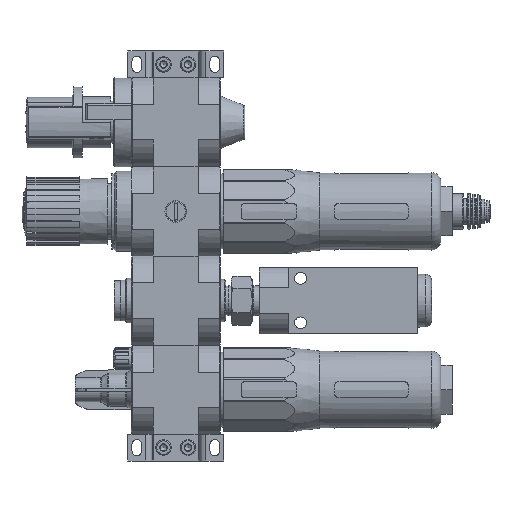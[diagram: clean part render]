
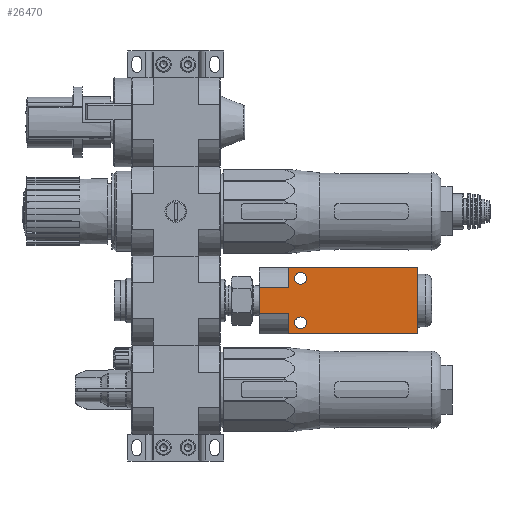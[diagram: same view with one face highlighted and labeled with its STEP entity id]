
A CAD part, left-side view. The second image highlights one B-rep face of the part: STEP entity #26470.
In plain terms, the highlighted planar face has unit normal (-1, 0, 0).
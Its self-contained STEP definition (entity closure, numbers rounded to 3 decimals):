
#2411=CIRCLE('',#37845,2.65);
#2412=CIRCLE('',#37846,2.65);
#7604=ORIENTED_EDGE('',*,*,#12851,.T.);
#7605=ORIENTED_EDGE('',*,*,#12852,.T.);
#7606=ORIENTED_EDGE('',*,*,#12853,.T.);
#7607=ORIENTED_EDGE('',*,*,#12854,.T.);
#7608=ORIENTED_EDGE('',*,*,#12855,.F.);
#7609=ORIENTED_EDGE('',*,*,#12592,.F.);
#7610=ORIENTED_EDGE('',*,*,#12856,.T.);
#7611=ORIENTED_EDGE('',*,*,#12857,.T.);
#7612=ORIENTED_EDGE('',*,*,#12858,.F.);
#7613=ORIENTED_EDGE('',*,*,#12849,.T.);
#12592=EDGE_CURVE('',#15687,#15681,#17750,.T.);
#12849=EDGE_CURVE('',#15898,#15897,#17976,.T.);
#12851=EDGE_CURVE('',#15899,#15899,#2411,.T.);
#12852=EDGE_CURVE('',#15900,#15900,#2412,.T.);
#12853=EDGE_CURVE('',#15897,#15901,#17978,.T.);
#12854=EDGE_CURVE('',#15901,#15902,#17979,.T.);
#12855=EDGE_CURVE('',#15681,#15902,#17980,.T.);
#12856=EDGE_CURVE('',#15687,#15903,#17981,.T.);
#12857=EDGE_CURVE('',#15903,#15904,#17982,.T.);
#12858=EDGE_CURVE('',#15898,#15904,#17983,.T.);
#15681=VERTEX_POINT('',#52475);
#15687=VERTEX_POINT('',#52487);
#15897=VERTEX_POINT('',#53021);
#15898=VERTEX_POINT('',#53023);
#15899=VERTEX_POINT('',#53027);
#15900=VERTEX_POINT('',#53029);
#15901=VERTEX_POINT('',#53031);
#15902=VERTEX_POINT('',#53033);
#15903=VERTEX_POINT('',#53036);
#15904=VERTEX_POINT('',#53038);
#17750=LINE('',#52488,#19619);
#17976=LINE('',#53022,#19845);
#17978=LINE('',#53030,#19847);
#17979=LINE('',#53032,#19848);
#17980=LINE('',#53034,#19849);
#17981=LINE('',#53035,#19850);
#17982=LINE('',#53037,#19851);
#17983=LINE('',#53039,#19852);
#19619=VECTOR('',#43766,1000.);
#19845=VECTOR('',#44156,1000.);
#19847=VECTOR('',#44164,1000.);
#19848=VECTOR('',#44165,1000.);
#19849=VECTOR('',#44166,1000.);
#19850=VECTOR('',#44167,1000.);
#19851=VECTOR('',#44168,1000.);
#19852=VECTOR('',#44169,1000.);
#21863=EDGE_LOOP('',(#7604));
#21864=EDGE_LOOP('',(#7605));
#21865=EDGE_LOOP('',(#7606,#7607,#7608,#7609,#7610,#7611,#7612,#7613));
#23923=FACE_BOUND('',#21863,.T.);
#23924=FACE_BOUND('',#21864,.T.);
#23925=FACE_BOUND('',#21865,.T.);
#25114=PLANE('',#37844);
#26470=ADVANCED_FACE('',(#23923,#23924,#23925),#25114,.F.);
#37844=AXIS2_PLACEMENT_3D('',#53025,#44158,#44159);
#37845=AXIS2_PLACEMENT_3D('',#53026,#44160,#44161);
#37846=AXIS2_PLACEMENT_3D('',#53028,#44162,#44163);
#43766=DIRECTION('',(0.,0.,-1.));
#44156=DIRECTION('',(0.,0.,-1.));
#44158=DIRECTION('',(1.,0.,0.));
#44159=DIRECTION('',(0.,0.,-1.));
#44160=DIRECTION('',(1.,0.,0.));
#44161=DIRECTION('',(0.,0.,-1.));
#44162=DIRECTION('',(1.,0.,0.));
#44163=DIRECTION('',(0.,0.,-1.));
#44164=DIRECTION('',(0.,-1.,0.));
#44165=DIRECTION('',(0.,0.,1.));
#44166=DIRECTION('',(0.,1.,0.));
#44167=DIRECTION('',(0.,1.,0.));
#44168=DIRECTION('',(0.,0.,1.));
#44169=DIRECTION('',(0.,-1.,0.));
#52475=CARTESIAN_POINT('',(0.,0.,-6.));
#52487=CARTESIAN_POINT('',(0.,0.,6.));
#52488=CARTESIAN_POINT('',(0.,0.,15.));
#53021=CARTESIAN_POINT('',(0.,71.2,-15.));
#53022=CARTESIAN_POINT('',(0.,71.2,15.));
#53023=CARTESIAN_POINT('',(0.,71.2,15.));
#53025=CARTESIAN_POINT('',(0.,71.2,15.));
#53026=CARTESIAN_POINT('',(0.,18.5,-10.));
#53027=CARTESIAN_POINT('',(0.,18.5,-12.65));
#53028=CARTESIAN_POINT('',(0.,18.5,10.));
#53029=CARTESIAN_POINT('',(0.,18.5,7.35));
#53030=CARTESIAN_POINT('',(0.,71.2,-15.));
#53031=CARTESIAN_POINT('',(0.,13.1,-15.));
#53032=CARTESIAN_POINT('',(0.,13.1,15.));
#53033=CARTESIAN_POINT('',(0.,13.1,-6.));
#53034=CARTESIAN_POINT('',(0.,-1.9,-6.));
#53035=CARTESIAN_POINT('',(0.,-1.9,6.));
#53036=CARTESIAN_POINT('',(0.,13.1,6.));
#53037=CARTESIAN_POINT('',(0.,13.1,15.));
#53038=CARTESIAN_POINT('',(0.,13.1,15.));
#53039=CARTESIAN_POINT('',(0.,71.2,15.));
